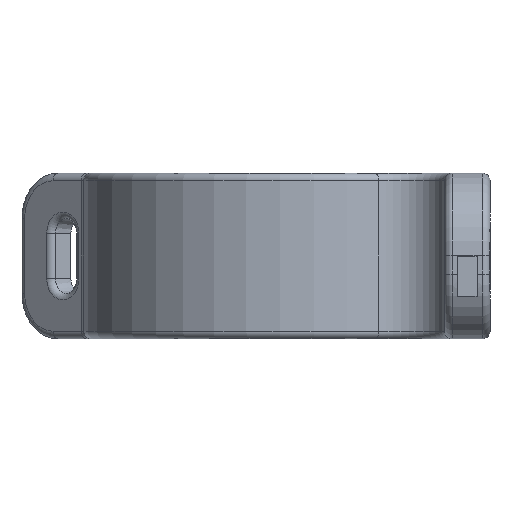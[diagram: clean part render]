
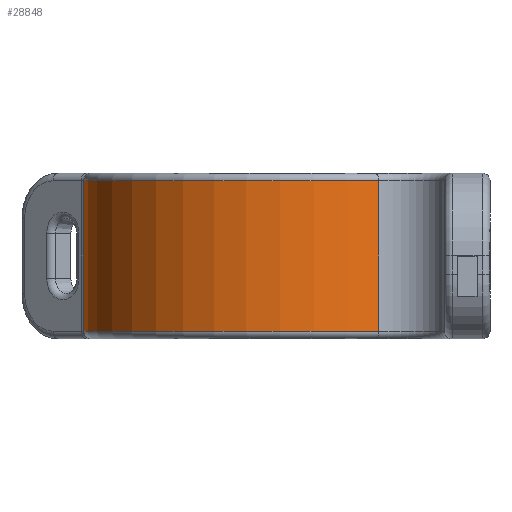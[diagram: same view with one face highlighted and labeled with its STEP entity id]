
A CAD part, left-side view. The second image highlights one B-rep face of the part: STEP entity #28848.
In plain terms, the highlighted cylindrical face has radius 15.65 mm (diameter 31.3 mm), a partial arc.
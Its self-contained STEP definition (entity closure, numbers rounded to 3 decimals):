
#536=CARTESIAN_POINT('',(0.,-0.15,-5.8));
#537=DIRECTION('',(0.,0.,-1.));
#538=DIRECTION('',(-0.891,-0.454,0.));
#539=AXIS2_PLACEMENT_3D('',#536,#537,#538);
#5190=DIRECTION('',(0.,0.,1.));
#5191=VECTOR('',#5190,11.6);
#5192=CARTESIAN_POINT('',(-13.942,-7.26,-5.8));
#5193=LINE('',#5192,#5191);
#5194=DIRECTION('',(0.,0.,1.));
#5195=VECTOR('',#5194,11.6);
#5196=CARTESIAN_POINT('',(2.14,15.353,-5.8));
#5197=LINE('',#5196,#5195);
#5299=CARTESIAN_POINT('',(0.,-0.15,5.8));
#5300=DIRECTION('',(0.,0.,1.));
#5301=DIRECTION('',(0.137,0.991,0.));
#5302=AXIS2_PLACEMENT_3D('',#5299,#5300,#5301);
#21307=CARTESIAN_POINT('',(-13.942,-7.26,-5.8));
#21308=CARTESIAN_POINT('',(-13.942,-7.26,5.8));
#21309=VERTEX_POINT('',#21307);
#21310=VERTEX_POINT('',#21308);
#21389=CARTESIAN_POINT('',(2.14,15.353,-5.8));
#21390=VERTEX_POINT('',#21389);
#21409=CARTESIAN_POINT('',(2.14,15.353,5.8));
#21410=VERTEX_POINT('',#21409);
#28835=CARTESIAN_POINT('',(0.,-0.15,-6.4));
#28836=DIRECTION('',(0.,0.,1.));
#28837=DIRECTION('',(1.,0.,0.));
#28838=AXIS2_PLACEMENT_3D('',#28835,#28836,#28837);
#28839=CYLINDRICAL_SURFACE('',#28838,15.65);
#28840=ORIENTED_EDGE('',*,*,#28826,.F.);
#28841=ORIENTED_EDGE('',*,*,#26390,.T.);
#28843=ORIENTED_EDGE('',*,*,#28842,.T.);
#28845=ORIENTED_EDGE('',*,*,#28844,.T.);
#28846=EDGE_LOOP('',(#28840,#28841,#28843,#28845));
#28847=FACE_OUTER_BOUND('',#28846,.F.);
#28848=ADVANCED_FACE('',(#28847),#28839,.T.);
#540=CIRCLE('',#539,15.65);
#5303=CIRCLE('',#5302,15.65);
#26390=EDGE_CURVE('',#21309,#21390,#540,.T.);
#28826=EDGE_CURVE('',#21309,#21310,#5193,.T.);
#28842=EDGE_CURVE('',#21390,#21410,#5197,.T.);
#28844=EDGE_CURVE('',#21410,#21310,#5303,.T.);
